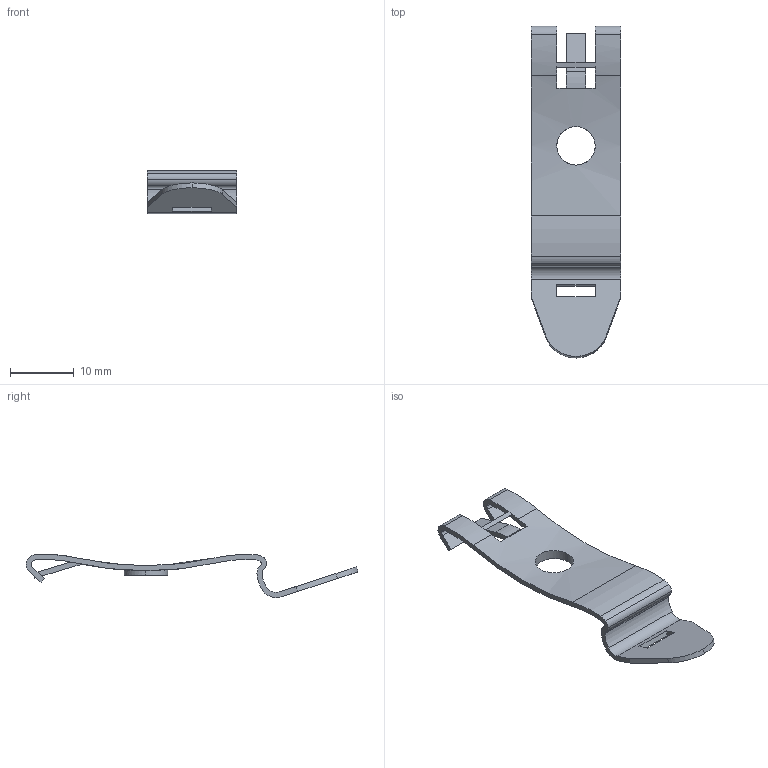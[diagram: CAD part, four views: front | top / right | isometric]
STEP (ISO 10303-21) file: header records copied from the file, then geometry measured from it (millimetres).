
FILE_DESCRIPTION(('CATIA V5 STEP Exchange','CAx-IF Rec.Pracs.--- Model Styling and Organization---1.4--- 2014-01-23'),'2;1');
FILE_NAME ('D1446092_1_0636900000_0636900000.stp','2023-08-01T05:22:26+00:00',('none'),('Weidmueller'),'CATIA Version 5-6 Release 2016 SP3 HF44','CATIA V5 STEP AP214','none');
FILE_SCHEMA(('AUTOMOTIVE_DESIGN { 1 0 10303 214 1 1 1 1 }'));
Length unit declared in the file: millimetre
Products named in the file (1): 0636900000
Bounding box: 14 x 51.9 x 6.76 mm (x, y, z)
Volume: 586.8 mm3; surface area: 1670.5 mm2
Topology: 1 solids, 1 shells, 65 faces, 190 edges, 126 vertices
Faces by surface type: cylinder 37, plane 28
Entity records: 2206 total; most frequent: CARTESIAN_POINT 471, ORIENTED_EDGE 380, DIRECTION 308, EDGE_CURVE 190, AXIS2_PLACEMENT_3D 138, VERTEX_POINT 126, VECTOR 108, LINE 108
